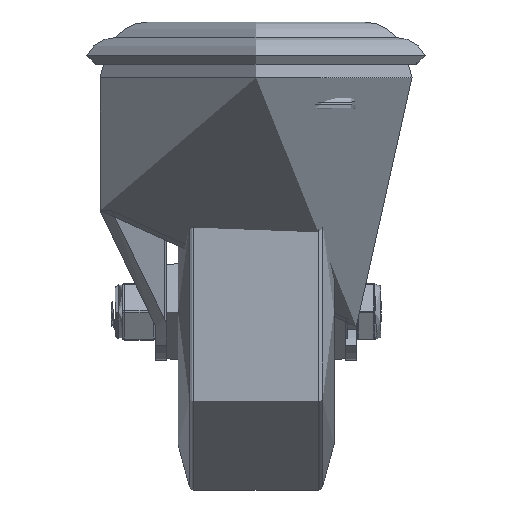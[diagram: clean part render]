
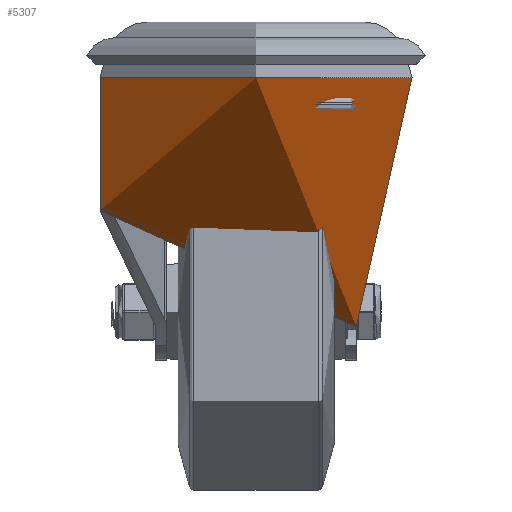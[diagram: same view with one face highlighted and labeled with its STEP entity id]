
A CAD part, left-side view. The second image highlights one B-rep face of the part: STEP entity #5307.
In plain terms, the highlighted cylindrical face has radius 35 mm (diameter 70 mm), a full revolution.
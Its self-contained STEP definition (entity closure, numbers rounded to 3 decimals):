
#367=B_SPLINE_CURVE_WITH_KNOTS('',3,(#7975,#7976,#7977,#7978,#7979,#7980,
#7981,#7982,#7983,#7984),.UNSPECIFIED.,.F.,.F.,(4,2,2,2,4),(-0.426,
-0.314,-0.201,-0.1,0.),
 .UNSPECIFIED.);
#368=B_SPLINE_CURVE_WITH_KNOTS('',3,(#7993,#7994,#7995,#7996,#7997,#7998,
#7999,#8000,#8001,#8002),.UNSPECIFIED.,.F.,.F.,(4,2,2,2,4),(-0.839,
-0.739,-0.639,-0.526,-0.413),
 .UNSPECIFIED.);
#373=B_SPLINE_CURVE_WITH_KNOTS('',3,(#8112,#8113,#8114,#8115,#8116,#8117,
#8118,#8119,#8120,#8121,#8122,#8123),.UNSPECIFIED.,.F.,.F.,(4,2,2,2,2,4),
(-6.422,-5.485,-4.547,-3.609,
-2.671,-2.589),.UNSPECIFIED.);
#378=B_SPLINE_CURVE_WITH_KNOTS('',3,(#8208,#8209,#8210,#8211,#8212,#8213,
#8214,#8215,#8216,#8217,#8218,#8219,#8220,#8221,#8222,#8223,#8224,#8225,
#8226,#8227,#8228,#8229,#8230,#8231,#8232,#8233,#8234,#8235,#8236,#8237,
#8238,#8239,#8240,#8241,#8242,#8243,#8244,#8245,#8246,#8247,#8248,#8249,
#8250,#8251),.UNSPECIFIED.,.F.,.F.,(4,2,2,2,2,2,2,2,2,2,2,2,2,2,2,2,2,2,
2,2,2,4),(-22.093,-22.011,-21.074,-20.136,
-19.198,-18.26,-17.429,-16.597,
-15.765,-14.934,-14.285,-13.637,
-12.989,-12.341,-11.693,-11.045,
-10.397,-9.749,-8.917,-8.086,
-7.254,-6.422),.UNSPECIFIED.);
#563=FACE_OUTER_BOUND('',#906,.T.);
#906=EDGE_LOOP('',(#3612,#3613,#3614,#3615,#3616,#3617,#3618,#3619,#3620,
#3621));
#1301=LINE('',#8272,#1638);
#1302=LINE('',#8273,#1639);
#1303=LINE('',#8275,#1640);
#1638=VECTOR('',#6460,35.);
#1639=VECTOR('',#6461,1000.);
#1640=VECTOR('',#6464,1000.);
#1973=CIRCLE('',#5773,35.);
#1974=CIRCLE('',#5774,35.);
#2247=VERTEX_POINT('',#7972);
#2248=VERTEX_POINT('',#7974);
#2251=VERTEX_POINT('',#7990);
#2252=VERTEX_POINT('',#7992);
#2271=VERTEX_POINT('',#8110);
#2272=VERTEX_POINT('',#8111);
#2282=VERTEX_POINT('',#8206);
#2287=VERTEX_POINT('',#8270);
#2755=EDGE_CURVE('',#2247,#2248,#367,.T.);
#2759=EDGE_CURVE('',#2251,#2252,#368,.T.);
#2779=EDGE_CURVE('',#2271,#2272,#373,.F.);
#2790=EDGE_CURVE('',#2272,#2282,#378,.F.);
#2801=EDGE_CURVE('',#2287,#2287,#1973,.T.);
#2802=EDGE_CURVE('',#2287,#2272,#1301,.T.);
#2803=EDGE_CURVE('',#2282,#2248,#1302,.T.);
#2804=EDGE_CURVE('',#2247,#2252,#1974,.T.);
#2805=EDGE_CURVE('',#2251,#2271,#1303,.T.);
#3612=ORIENTED_EDGE('',*,*,#2801,.F.);
#3613=ORIENTED_EDGE('',*,*,#2802,.T.);
#3614=ORIENTED_EDGE('',*,*,#2790,.T.);
#3615=ORIENTED_EDGE('',*,*,#2803,.T.);
#3616=ORIENTED_EDGE('',*,*,#2755,.F.);
#3617=ORIENTED_EDGE('',*,*,#2804,.T.);
#3618=ORIENTED_EDGE('',*,*,#2759,.F.);
#3619=ORIENTED_EDGE('',*,*,#2805,.T.);
#3620=ORIENTED_EDGE('',*,*,#2779,.T.);
#3621=ORIENTED_EDGE('',*,*,#2802,.F.);
#5179=CYLINDRICAL_SURFACE('',#5772,35.);
#5307=ADVANCED_FACE('',(#563),#5179,.T.);
#5772=AXIS2_PLACEMENT_3D('',#8269,#6456,#6457);
#5773=AXIS2_PLACEMENT_3D('',#8271,#6458,#6459);
#5774=AXIS2_PLACEMENT_3D('',#8274,#6462,#6463);
#6456=DIRECTION('center_axis',(0.,0.,1.));
#6457=DIRECTION('ref_axis',(0.,-1.,0.));
#6458=DIRECTION('center_axis',(0.,0.,1.));
#6459=DIRECTION('ref_axis',(0.,-1.,0.));
#6460=DIRECTION('',(0.,0.,-1.));
#6461=DIRECTION('',(0.,0.,1.));
#6462=DIRECTION('center_axis',(0.,0.,1.));
#6463=DIRECTION('ref_axis',(0.,-1.,0.));
#6464=DIRECTION('',(0.,0.,-1.));
#7972=CARTESIAN_POINT('',(28.723,-20.,-4.008));
#7974=CARTESIAN_POINT('',(26.81,-22.5,-6.508));
#7975=CARTESIAN_POINT('Ctrl Pts',(28.723,-20.,-4.008));
#7976=CARTESIAN_POINT('Ctrl Pts',(28.508,-20.308,-4.008));
#7977=CARTESIAN_POINT('Ctrl Pts',(28.271,-20.637,-4.068));
#7978=CARTESIAN_POINT('Ctrl Pts',(27.813,-21.251,-4.318));
#7979=CARTESIAN_POINT('Ctrl Pts',(27.591,-21.536,-4.509));
#7980=CARTESIAN_POINT('Ctrl Pts',(27.243,-21.974,-4.947));
#7981=CARTESIAN_POINT('Ctrl Pts',(27.087,-22.166,-5.215));
#7982=CARTESIAN_POINT('Ctrl Pts',(26.87,-22.429,-5.828));
#7983=CARTESIAN_POINT('Ctrl Pts',(26.81,-22.5,-6.173));
#7984=CARTESIAN_POINT('Ctrl Pts',(26.81,-22.5,-6.508));
#7990=CARTESIAN_POINT('',(26.81,22.5,-6.508));
#7992=CARTESIAN_POINT('',(28.723,20.,-4.008));
#7993=CARTESIAN_POINT('Ctrl Pts',(26.81,22.5,-6.508));
#7994=CARTESIAN_POINT('Ctrl Pts',(26.81,22.5,-6.173));
#7995=CARTESIAN_POINT('Ctrl Pts',(26.87,22.429,-5.828));
#7996=CARTESIAN_POINT('Ctrl Pts',(27.087,22.166,-5.215));
#7997=CARTESIAN_POINT('Ctrl Pts',(27.243,21.974,-4.947));
#7998=CARTESIAN_POINT('Ctrl Pts',(27.591,21.536,-4.509));
#7999=CARTESIAN_POINT('Ctrl Pts',(27.813,21.251,-4.318));
#8000=CARTESIAN_POINT('Ctrl Pts',(28.271,20.637,-4.068));
#8001=CARTESIAN_POINT('Ctrl Pts',(28.508,20.308,-4.008));
#8002=CARTESIAN_POINT('Ctrl Pts',(28.723,20.,-4.008));
#8110=CARTESIAN_POINT('',(26.81,22.5,-58.876));
#8111=CARTESIAN_POINT('',(0.,35.,-32.843));
#8112=CARTESIAN_POINT('Ctrl Pts',(0.,35.,-32.843));
#8113=CARTESIAN_POINT('Ctrl Pts',(2.391,35.,-34.856));
#8114=CARTESIAN_POINT('Ctrl Pts',(4.837,34.752,-36.991));
#8115=CARTESIAN_POINT('Ctrl Pts',(9.67,33.728,-41.371));
#8116=CARTESIAN_POINT('Ctrl Pts',(12.056,32.953,-43.617));
#8117=CARTESIAN_POINT('Ctrl Pts',(16.624,30.902,-48.075));
#8118=CARTESIAN_POINT('Ctrl Pts',(18.807,29.625,-50.287));
#8119=CARTESIAN_POINT('Ctrl Pts',(22.853,26.629,-54.522));
#8120=CARTESIAN_POINT('Ctrl Pts',(24.717,24.909,-56.544));
#8121=CARTESIAN_POINT('Ctrl Pts',(26.52,22.841,-58.552));
#8122=CARTESIAN_POINT('Ctrl Pts',(26.665,22.672,-58.714));
#8123=CARTESIAN_POINT('Ctrl Pts',(26.81,22.5,-58.876));
#8206=CARTESIAN_POINT('',(26.81,-22.5,-58.876));
#8208=CARTESIAN_POINT('Ctrl Pts',(26.81,-22.5,-58.876));
#8209=CARTESIAN_POINT('Ctrl Pts',(26.665,-22.672,-58.714));
#8210=CARTESIAN_POINT('Ctrl Pts',(26.52,-22.841,-58.552));
#8211=CARTESIAN_POINT('Ctrl Pts',(24.717,-24.909,-56.544));
#8212=CARTESIAN_POINT('Ctrl Pts',(22.853,-26.629,-54.522));
#8213=CARTESIAN_POINT('Ctrl Pts',(18.807,-29.625,-50.287));
#8214=CARTESIAN_POINT('Ctrl Pts',(16.624,-30.902,-48.075));
#8215=CARTESIAN_POINT('Ctrl Pts',(12.056,-32.953,-43.617));
#8216=CARTESIAN_POINT('Ctrl Pts',(9.67,-33.728,-41.371));
#8217=CARTESIAN_POINT('Ctrl Pts',(4.837,-34.752,-36.991));
#8218=CARTESIAN_POINT('Ctrl Pts',(2.391,-35.,-34.856));
#8219=CARTESIAN_POINT('Ctrl Pts',(-2.121,-35.,-31.057));
#8220=CARTESIAN_POINT('Ctrl Pts',(-4.358,-34.805,-29.231));
#8221=CARTESIAN_POINT('Ctrl Pts',(-8.903,-33.928,-25.65));
#8222=CARTESIAN_POINT('Ctrl Pts',(-11.209,-33.246,-23.894));
#8223=CARTESIAN_POINT('Ctrl Pts',(-15.716,-31.368,-20.574));
#8224=CARTESIAN_POINT('Ctrl Pts',(-17.919,-30.17,-19.007));
#8225=CARTESIAN_POINT('Ctrl Pts',(-22.053,-27.295,-16.151));
#8226=CARTESIAN_POINT('Ctrl Pts',(-23.983,-25.617,-14.862));
#8227=CARTESIAN_POINT('Ctrl Pts',(-27.044,-22.306,-12.863));
#8228=CARTESIAN_POINT('Ctrl Pts',(-28.333,-20.659,-12.039));
#8229=CARTESIAN_POINT('Ctrl Pts',(-30.643,-17.046,-10.586));
#8230=CARTESIAN_POINT('Ctrl Pts',(-31.663,-15.079,-9.957));
#8231=CARTESIAN_POINT('Ctrl Pts',(-33.319,-10.946,-8.947));
#8232=CARTESIAN_POINT('Ctrl Pts',(-33.956,-8.775,-8.564));
#8233=CARTESIAN_POINT('Ctrl Pts',(-34.796,-4.382,-8.06));
#8234=CARTESIAN_POINT('Ctrl Pts',(-35.,-2.16,-7.94));
#8235=CARTESIAN_POINT('Ctrl Pts',(-35.,2.16,-7.94));
#8236=CARTESIAN_POINT('Ctrl Pts',(-34.796,4.382,-8.06));
#8237=CARTESIAN_POINT('Ctrl Pts',(-33.956,8.775,-8.564));
#8238=CARTESIAN_POINT('Ctrl Pts',(-33.319,10.946,-8.947));
#8239=CARTESIAN_POINT('Ctrl Pts',(-31.663,15.079,-9.957));
#8240=CARTESIAN_POINT('Ctrl Pts',(-30.643,17.046,-10.586));
#8241=CARTESIAN_POINT('Ctrl Pts',(-28.333,20.659,-12.039));
#8242=CARTESIAN_POINT('Ctrl Pts',(-27.044,22.306,-12.863));
#8243=CARTESIAN_POINT('Ctrl Pts',(-23.983,25.617,-14.862));
#8244=CARTESIAN_POINT('Ctrl Pts',(-22.053,27.295,-16.151));
#8245=CARTESIAN_POINT('Ctrl Pts',(-17.919,30.17,-19.007));
#8246=CARTESIAN_POINT('Ctrl Pts',(-15.716,31.368,-20.574));
#8247=CARTESIAN_POINT('Ctrl Pts',(-11.209,33.246,-23.894));
#8248=CARTESIAN_POINT('Ctrl Pts',(-8.903,33.928,-25.65));
#8249=CARTESIAN_POINT('Ctrl Pts',(-4.358,34.805,-29.231));
#8250=CARTESIAN_POINT('Ctrl Pts',(-2.121,35.,-31.057));
#8251=CARTESIAN_POINT('Ctrl Pts',(0.,35.,-32.843));
#8269=CARTESIAN_POINT('Origin',(0.,0.,-66.511));
#8270=CARTESIAN_POINT('',(0.,35.,-3.009));
#8271=CARTESIAN_POINT('Origin',(0.,0.,-3.009));
#8272=CARTESIAN_POINT('',(0.,35.,-66.511));
#8273=CARTESIAN_POINT('',(26.81,-22.5,-35.259));
#8274=CARTESIAN_POINT('Origin',(0.,0.,-4.008));
#8275=CARTESIAN_POINT('',(26.81,22.5,-35.259));
